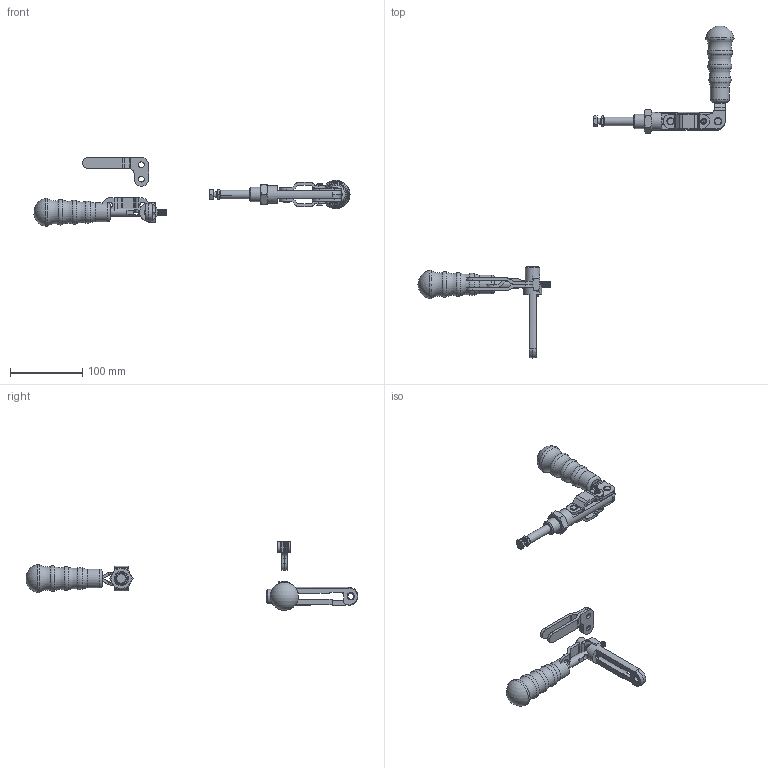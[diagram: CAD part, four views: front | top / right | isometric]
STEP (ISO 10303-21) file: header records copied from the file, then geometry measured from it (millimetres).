
FILE_DESCRIPTION( ( 'Unknown' ), '1' );
FILE_NAME( '365_UPINKA.stp', 'Unknown', ( 'Unknown' ), ( 'Unknown' ), 'PSStep 14.0', 'Unknown', ' ' );
FILE_SCHEMA( ( 'AUTOMOTIVE_DESIGN { 1 0 10303 214 1 1 1 1 }' ) );
Length unit declared in the file: millimetre
Products named in the file (17): Assem1; 365001-M_TELO; 365001_TELO; 820002_POUZDRO 8x10; 365005_TAHLO; 365005_TAHLO-oa0; 365002_PIST; 365006_NYT; 365006_NYT-oa1; 365004_OVLADACI PAKA P; 365003_OVLADACI PAKA L; 721020_NYT 8x20; 721020_NYT 8x20-oa2; 940004_RUKOJET 16x8; 800012_MATICE M20x1,5; 800078_SROUB M8x25-CSN ISO 4017; 800005_MATICE M8_DIN4398
Bounding box: 438.23 x 460.37 x 95.53 mm (x, y, z)
Volume: 278802.3 mm3; surface area: 122382.2 mm2
Topology: 32 solids, 32 shells, 748 faces, 1813 edges, 1131 vertices
Faces by surface type: plane 277, cylinder 219, cone 169, torus 66, bspline 15, sphere 2
Full cylindrical faces by diameter (mm): 3 x3, 5 x4, 6.647 x10, 7.9 x8, 7.95 x4, 8 x48, 8.02 x3, 10 x12, 10.1 x3, 10.2 x3, 11.63 x2, 11.8 x2, 12 x3, 17.8 x3, 18.376 x12, 20 x3, 25 x3, 26.044 x2
Entity records: 12653 total; most frequent: CARTESIAN_POINT 2438, DIRECTION 1578, ORIENTED_EDGE 1232, AXIS2_PLACEMENT_3D 665, EDGE_CURVE 616, EDGE_LOOP 560, VERTEX_POINT 479, FACE_OUTER_BOUND 444
